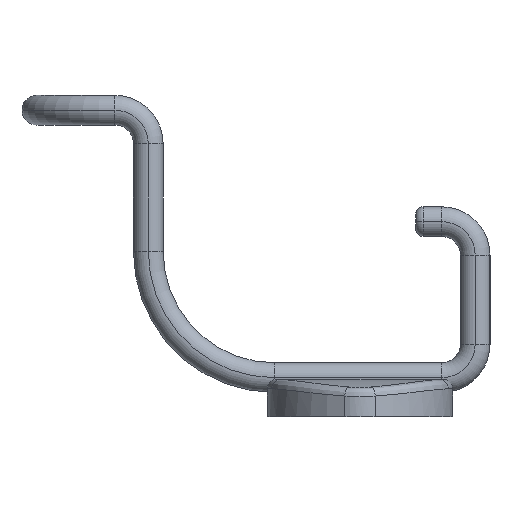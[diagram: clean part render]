
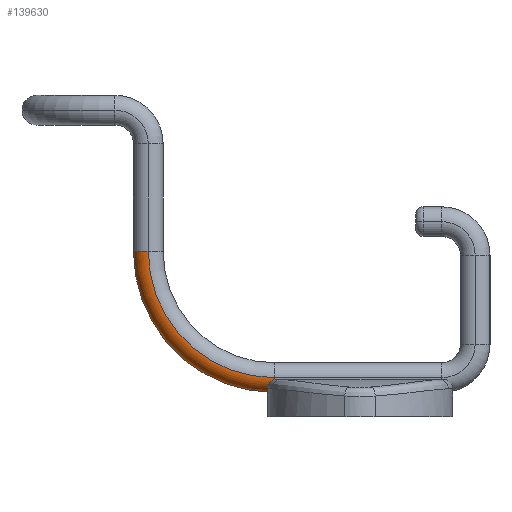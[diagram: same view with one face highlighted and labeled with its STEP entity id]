
A CAD part, left-side view. The second image highlights one B-rep face of the part: STEP entity #139630.
In plain terms, the highlighted toroidal (fillet/blend) face has major radius 34 mm and minor radius 4 mm.
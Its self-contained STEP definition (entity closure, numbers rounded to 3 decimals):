
#123550=CARTESIAN_POINT('',(-161.,57.,44.5));
#123560=DIRECTION('',(0.,0.,1.));
#123570=DIRECTION('',(0.,1.,0.));
#123580=AXIS2_PLACEMENT_3D('',#123550,#123560,#123570);
#123590=CIRCLE('',#123580,4.);
#123600=CARTESIAN_POINT('',(-161.,61.,44.5));
#123610=VERTEX_POINT('',#123600);
#123620=CARTESIAN_POINT('',(-165.,57.,44.5));
#123630=VERTEX_POINT('',#123620);
#123640=EDGE_CURVE('',#123610,#123630,#123590,.T.);
#139180=CARTESIAN_POINT('',(-161.,23.,6.5));
#139190=VERTEX_POINT('',#139180);
#139220=CARTESIAN_POINT('',(-161.,23.,10.5));
#139230=DIRECTION('',(0.,1.,0.));
#139240=DIRECTION('',(0.,0.,-1.));
#139250=AXIS2_PLACEMENT_3D('',#139220,#139230,#139240);
#139260=CIRCLE('',#139250,4.);
#139270=CARTESIAN_POINT('',(-165.,23.,10.5));
#139280=VERTEX_POINT('',#139270);
#139290=EDGE_CURVE('',#139190,#139280,#139260,.T.);
#139400=CARTESIAN_POINT('',(-161.,23.,44.5));
#139410=DIRECTION('',(1.,0.,0.));
#139420=DIRECTION('',(0.,-1.,0.));
#139430=AXIS2_PLACEMENT_3D('',#139400,#139410,#139420);
#139440=TOROIDAL_SURFACE('',#139430,34.,4.);
#139450=ORIENTED_EDGE('',*,*,#123640,.F.);
#139460=CARTESIAN_POINT('',(-165.,23.,44.5));
#139470=DIRECTION('',(1.,0.,0.));
#139480=DIRECTION('',(0.,-1.,0.));
#139490=AXIS2_PLACEMENT_3D('',#139460,#139470,#139480);
#139500=CIRCLE('',#139490,34.);
#139510=EDGE_CURVE('',#139280,#123630,#139500,.T.);
#139520=ORIENTED_EDGE('',*,*,#139510,.T.);
#139530=ORIENTED_EDGE('',*,*,#139290,.T.);
#139540=CARTESIAN_POINT('',(-161.,23.,44.5));
#139550=DIRECTION('',(1.,0.,0.));
#139560=DIRECTION('',(0.,-1.,0.));
#139570=AXIS2_PLACEMENT_3D('',#139540,#139550,#139560);
#139580=CIRCLE('',#139570,38.);
#139590=EDGE_CURVE('',#139190,#123610,#139580,.T.);
#139600=ORIENTED_EDGE('',*,*,#139590,.F.);
#139610=EDGE_LOOP('',(#139600,#139530,#139520,#139450));
#139620=FACE_OUTER_BOUND('',#139610,.T.);
#139630=ADVANCED_FACE('',(#139620),#139440,.T.);
